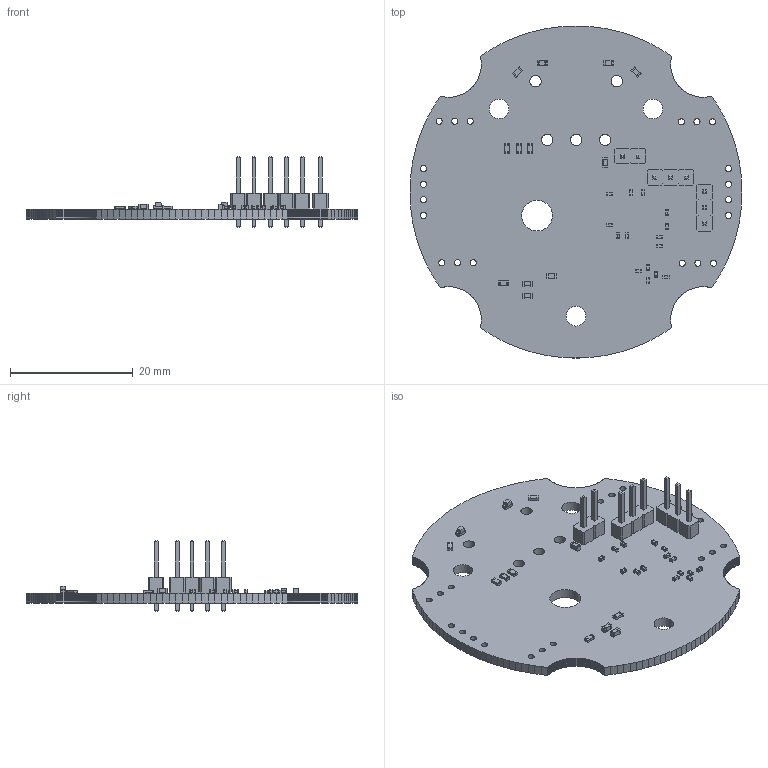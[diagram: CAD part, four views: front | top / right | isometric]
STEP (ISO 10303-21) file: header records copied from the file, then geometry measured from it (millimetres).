
FILE_DESCRIPTION(('KiCad electronic assembly'),'2;1');
FILE_NAME('PCB_A.step','2018-10-18T16:58:43',('An Author'),('A Company') ,'Open CASCADE STEP processor 6.8','KiCad to STEP converter','Unknown' );
FILE_SCHEMA(('AUTOMOTIVE_DESIGN_CC2 { 1 2 10303 214 -1 1 5 4 }'));
Length unit declared in the file: millimetre
Products named in the file (18): Open CASCADE STEP translator 6.8 1; C_0603_1608Metric; SOLID; LED_0603_1608Metric; PinHeader_1x02_P2.54mm_Vertical; PinHeader_1x03_P2.54mm_Vertical; R_0603_1608Metric; C_0402_1005Metric; L_0402_1005Metric; R_0402_1005Metric; COMPOUND
Assembly tree (39 placements, depth 3):
  Open CASCADE STEP translator 6.8 1
    C_0603_1608Metric  x3
      SOLID
    LED_0603_1608Metric  x2
      SOLID
    PinHeader_1x02_P2.54mm_Vertical
      SOLID
    PinHeader_1x03_P2.54mm_Vertical  x2
      SOLID
    R_0603_1608Metric  x7
      SOLID
    C_0402_1005Metric  x11
      SOLID
    L_0402_1005Metric
      SOLID
    R_0402_1005Metric  x3
      SOLID
    COMPOUND
Bounding box: 53.99 x 53.99 x 11.54 mm (x, y, z)
Volume: 3582.7 mm3; surface area: 5335.4 mm2
Topology: 31 solids, 31 shells, 1395 faces, 3735 edges, 2450 vertices
Faces by surface type: plane 1082, cylinder 313
Full cylindrical faces by diameter (mm): 1 x28, 1.85 x5, 3.2 x3, 5 x1
Entity records: 57313 total; most frequent: CARTESIAN_POINT 14251, DIRECTION 7466, LINE 5414, VECTOR 5414, ORIENTED_EDGE 4028, PCURVE 4028, DEFINITIONAL_REPRESENTATION 4028, EDGE_CURVE 2014
